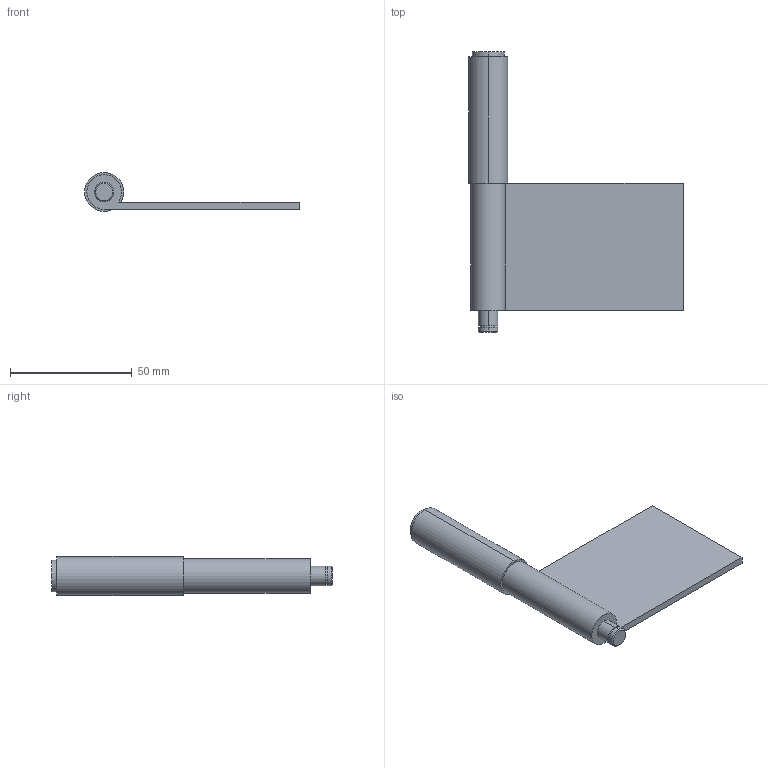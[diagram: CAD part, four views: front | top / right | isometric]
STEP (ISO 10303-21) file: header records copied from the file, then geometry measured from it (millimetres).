
FILE_DESCRIPTION (( 'STEP AP203' ), '1' );
FILE_NAME ('B-1527-A-3.STEP', '2008-11-25T00:36:13', ( ' ' ), ( ' ' ), 'SwSTEP 2.0', 'SolidWorks 2007', '' );
FILE_SCHEMA (( 'CONFIG_CONTROL_DESIGN' ));
Length unit declared in the file: millimetre
Products named in the file (4): B-1527-A-3; B-1527-A-3僸儞僕A_棉太倌; B-1527-A-3僸儞僕B_棉太倌; B-1527-A-3僔儍僼僩_棉太倌
Assembly tree (3 placements, depth 2):
  B-1527-A-3
    B-1527-A-3僔儍僼僩_棉太倌
    B-1527-A-3僸儞僕A_棉太倌
    B-1527-A-3僸儞僕B_棉太倌
Bounding box: 88 x 115 x 16 mm (x, y, z)
Volume: 31242.9 mm3; surface area: 19543.5 mm2
Topology: 3 solids, 3 shells, 29 faces, 58 edges, 38 vertices
Faces by surface type: cylinder 15, plane 12, cone 2
Entity records: 1190 total; most frequent: DIRECTION 160, CARTESIAN_POINT 131, ORIENTED_EDGE 116, AXIS2_PLACEMENT_3D 67, EDGE_CURVE 58, VERTEX_POINT 38, EDGE_LOOP 36, PERSON_AND_ORGANIZATION 35
